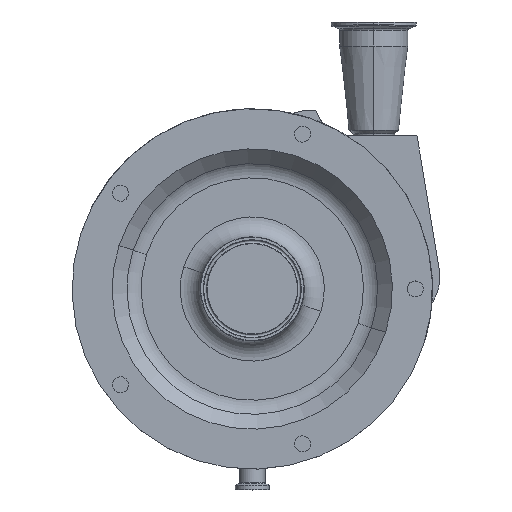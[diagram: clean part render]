
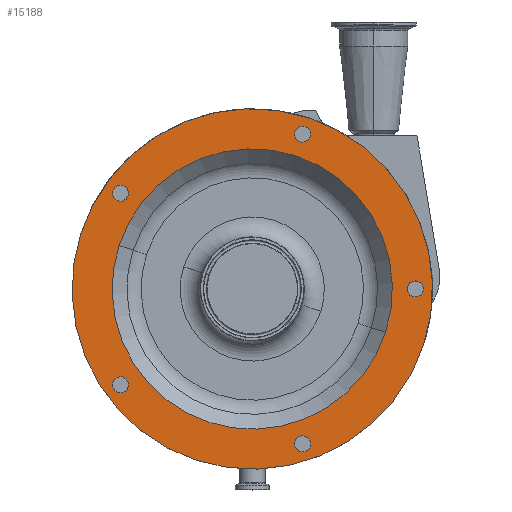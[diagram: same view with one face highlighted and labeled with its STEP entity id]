
A CAD part, top view. The second image highlights one B-rep face of the part: STEP entity #15188.
In plain terms, the highlighted planar face has unit normal (0, 0, 1).
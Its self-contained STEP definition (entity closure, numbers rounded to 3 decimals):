
#24 = FACE_OUTER_BOUND ( 'NONE', #8785, .T. ) ;
#35 = CARTESIAN_POINT ( 'NONE',  ( 122., -6., 250.5 ) ) ;
#350 = CIRCLE ( 'NONE', #9411, 6. ) ;
#374 = FACE_BOUND ( 'NONE', #790, .T. ) ;
#444 = CARTESIAN_POINT ( 'NONE',  ( -128.393, 41.717, 250.5 ) ) ;
#545 = FACE_BOUND ( 'NONE', #11292, .T. ) ;
#594 = EDGE_CURVE ( 'NONE', #11759, #1821, #6839, .T. ) ;
#663 = CIRCLE ( 'NONE', #11092, 135. ) ;
#723 = CARTESIAN_POINT ( 'NONE',  ( 122., 6., 250.5 ) ) ;
#777 = EDGE_CURVE ( 'NONE', #1029, #5525, #2729, .T. ) ;
#790 = EDGE_LOOP ( 'NONE', ( #5188, #16985 ) ) ;
#817 = EDGE_LOOP ( 'NONE', ( #10915, #6646 ) ) ;
#1008 = VERTEX_POINT ( 'NONE', #16768 ) ;
#1029 = VERTEX_POINT ( 'NONE', #7401 ) ;
#1153 = VERTEX_POINT ( 'NONE', #3164 ) ;
#1171 = AXIS2_PLACEMENT_3D ( 'NONE', #15466, #2428, #2761 ) ;
#1269 = AXIS2_PLACEMENT_3D ( 'NONE', #8983, #6074, #7276 ) ;
#1440 = CARTESIAN_POINT ( 'NONE',  ( 43.406, -114.175, 250.5 ) ) ;
#1494 = DIRECTION ( 'NONE',  ( 0., -1., 0. ) ) ;
#1565 = AXIS2_PLACEMENT_3D ( 'NONE', #3522, #3437, #5838 ) ;
#1594 = VERTEX_POINT ( 'NONE', #8834 ) ;
#1616 = ORIENTED_EDGE ( 'NONE', *, *, #2068, .F. ) ;
#1821 = VERTEX_POINT ( 'NONE', #16869 ) ;
#1938 = ORIENTED_EDGE ( 'NONE', *, *, #594, .F. ) ;
#2068 = EDGE_CURVE ( 'NONE', #1153, #9913, #3050, .T. ) ;
#2349 = AXIS2_PLACEMENT_3D ( 'NONE', #4246, #4161, #5529 ) ;
#2421 = DIRECTION ( 'NONE',  ( 0., 0., 1. ) ) ;
#2428 = DIRECTION ( 'NONE',  ( 0., 0., 1. ) ) ;
#2520 = DIRECTION ( 'NONE',  ( -0.588, 0.809, 0. ) ) ;
#2634 = CARTESIAN_POINT ( 'NONE',  ( -95.173, -76.564, 250.5 ) ) ;
#2729 = CIRCLE ( 'NONE', #15348, 105. ) ;
#2761 = DIRECTION ( 'NONE',  ( 0., -1., 0. ) ) ;
#2881 = CARTESIAN_POINT ( 'NONE',  ( -102.227, 66.856, 250.5 ) ) ;
#3050 = CIRCLE ( 'NONE', #6067, 6. ) ;
#3164 = CARTESIAN_POINT ( 'NONE',  ( -95.173, 76.564, 250.5 ) ) ;
#3175 = AXIS2_PLACEMENT_3D ( 'NONE', #4745, #6050, #3640 ) ;
#3437 = DIRECTION ( 'NONE',  ( 0., 0., 1. ) ) ;
#3444 = CIRCLE ( 'NONE', #16890, 6. ) ;
#3461 = CARTESIAN_POINT ( 'NONE',  ( 0., 0., 250.5 ) ) ;
#3522 = CARTESIAN_POINT ( 'NONE',  ( 0., 0., 250.5 ) ) ;
#3640 = DIRECTION ( 'NONE',  ( -0.951, -0.309, 0. ) ) ;
#3736 = CARTESIAN_POINT ( 'NONE',  ( -98.7, -71.71, 250.5 ) ) ;
#3892 = DIRECTION ( 'NONE',  ( 0.951, -0.309, 0. ) ) ;
#4161 = DIRECTION ( 'NONE',  ( 0., 0., 1. ) ) ;
#4243 = VERTEX_POINT ( 'NONE', #13722 ) ;
#4246 = CARTESIAN_POINT ( 'NONE',  ( -98.7, 71.71, 250.5 ) ) ;
#4745 = CARTESIAN_POINT ( 'NONE',  ( 37.7, -116.029, 250.5 ) ) ;
#4837 = AXIS2_PLACEMENT_3D ( 'NONE', #16715, #4927, #10164 ) ;
#4899 = ORIENTED_EDGE ( 'NONE', *, *, #10033, .F. ) ;
#4927 = DIRECTION ( 'NONE',  ( 0., 0., 1. ) ) ;
#5104 = VERTEX_POINT ( 'NONE', #444 ) ;
#5148 = EDGE_CURVE ( 'NONE', #1594, #14698, #14887, .T. ) ;
#5188 = ORIENTED_EDGE ( 'NONE', *, *, #777, .F. ) ;
#5471 = CARTESIAN_POINT ( 'NONE',  ( 43.406, 114.175, 250.5 ) ) ;
#5510 = DIRECTION ( 'NONE',  ( 0., 0., 1. ) ) ;
#5525 = VERTEX_POINT ( 'NONE', #12907 ) ;
#5529 = DIRECTION ( 'NONE',  ( 0.588, 0.809, 0. ) ) ;
#5838 = DIRECTION ( 'NONE',  ( 0.951, -0.309, 0. ) ) ;
#6050 = DIRECTION ( 'NONE',  ( 0., 0., 1. ) ) ;
#6067 = AXIS2_PLACEMENT_3D ( 'NONE', #9326, #7883, #10362 ) ;
#6074 = DIRECTION ( 'NONE',  ( 0., 0., 1. ) ) ;
#6108 = CIRCLE ( 'NONE', #1171, 6. ) ;
#6646 = ORIENTED_EDGE ( 'NONE', *, *, #10210, .F. ) ;
#6737 = CIRCLE ( 'NONE', #2349, 6. ) ;
#6742 = ORIENTED_EDGE ( 'NONE', *, *, #9717, .F. ) ;
#6822 = VERTEX_POINT ( 'NONE', #35 ) ;
#6839 = CIRCLE ( 'NONE', #11233, 6. ) ;
#7173 = PLANE ( 'NONE',  #14368 ) ;
#7276 = DIRECTION ( 'NONE',  ( 0.951, -0.309, 0. ) ) ;
#7401 = CARTESIAN_POINT ( 'NONE',  ( 99.861, -32.447, 250.5 ) ) ;
#7869 = CARTESIAN_POINT ( 'NONE',  ( 122., 0., 250.5 ) ) ;
#7883 = DIRECTION ( 'NONE',  ( 0., 0., 1. ) ) ;
#7981 = VERTEX_POINT ( 'NONE', #5471 ) ;
#8039 = AXIS2_PLACEMENT_3D ( 'NONE', #11013, #13419, #13499 ) ;
#8124 = AXIS2_PLACEMENT_3D ( 'NONE', #3736, #8967, #8186 ) ;
#8186 = DIRECTION ( 'NONE',  ( -0.588, 0.809, 0. ) ) ;
#8686 = CIRCLE ( 'NONE', #1269, 135. ) ;
#8785 = EDGE_LOOP ( 'NONE', ( #9817, #13268 ) ) ;
#8834 = CARTESIAN_POINT ( 'NONE',  ( 31.994, -117.883, 250.5 ) ) ;
#8967 = DIRECTION ( 'NONE',  ( 0., 0., 1. ) ) ;
#8983 = CARTESIAN_POINT ( 'NONE',  ( 0., 0., 250.5 ) ) ;
#9061 = DIRECTION ( 'NONE',  ( 0., 0., 1. ) ) ;
#9127 = CARTESIAN_POINT ( 'NONE',  ( -98.7, -71.71, 250.5 ) ) ;
#9192 = CIRCLE ( 'NONE', #3175, 6. ) ;
#9316 = EDGE_CURVE ( 'NONE', #5104, #1008, #663, .T. ) ;
#9326 = CARTESIAN_POINT ( 'NONE',  ( -98.7, 71.71, 250.5 ) ) ;
#9411 = AXIS2_PLACEMENT_3D ( 'NONE', #13872, #9902, #15234 ) ;
#9717 = EDGE_CURVE ( 'NONE', #11080, #6822, #3444, .T. ) ;
#9771 = CIRCLE ( 'NONE', #4837, 6. ) ;
#9817 = ORIENTED_EDGE ( 'NONE', *, *, #11602, .T. ) ;
#9902 = DIRECTION ( 'NONE',  ( 0., 0., 1. ) ) ;
#9913 = VERTEX_POINT ( 'NONE', #2881 ) ;
#10033 = EDGE_CURVE ( 'NONE', #9913, #1153, #6737, .T. ) ;
#10164 = DIRECTION ( 'NONE',  ( 0.951, -0.309, 0. ) ) ;
#10210 = EDGE_CURVE ( 'NONE', #14698, #1594, #9192, .T. ) ;
#10362 = DIRECTION ( 'NONE',  ( 0.588, 0.809, 0. ) ) ;
#10768 = FACE_BOUND ( 'NONE', #12503, .T. ) ;
#10805 = ORIENTED_EDGE ( 'NONE', *, *, #11294, .F. ) ;
#10915 = ORIENTED_EDGE ( 'NONE', *, *, #5148, .F. ) ;
#10946 = CARTESIAN_POINT ( 'NONE',  ( 12.052, 37.091, 250.5 ) ) ;
#11013 = CARTESIAN_POINT ( 'NONE',  ( 37.7, -116.029, 250.5 ) ) ;
#11080 = VERTEX_POINT ( 'NONE', #723 ) ;
#11092 = AXIS2_PLACEMENT_3D ( 'NONE', #3461, #2421, #12624 ) ;
#11233 = AXIS2_PLACEMENT_3D ( 'NONE', #9127, #17048, #2520 ) ;
#11283 = EDGE_CURVE ( 'NONE', #7981, #4243, #9771, .T. ) ;
#11292 = EDGE_LOOP ( 'NONE', ( #14639, #11838 ) ) ;
#11294 = EDGE_CURVE ( 'NONE', #1821, #11759, #11694, .T. ) ;
#11451 = EDGE_LOOP ( 'NONE', ( #1616, #4899 ) ) ;
#11602 = EDGE_CURVE ( 'NONE', #1008, #5104, #8686, .T. ) ;
#11694 = CIRCLE ( 'NONE', #8124, 6. ) ;
#11699 = CARTESIAN_POINT ( 'NONE',  ( 0., 0., 250.5 ) ) ;
#11759 = VERTEX_POINT ( 'NONE', #2634 ) ;
#11838 = ORIENTED_EDGE ( 'NONE', *, *, #14057, .F. ) ;
#12139 = FACE_BOUND ( 'NONE', #817, .T. ) ;
#12459 = EDGE_CURVE ( 'NONE', #5525, #1029, #14713, .T. ) ;
#12503 = EDGE_LOOP ( 'NONE', ( #15983, #6742 ) ) ;
#12624 = DIRECTION ( 'NONE',  ( 0.951, -0.309, 0. ) ) ;
#12907 = CARTESIAN_POINT ( 'NONE',  ( -99.861, 32.447, 250.5 ) ) ;
#13073 = EDGE_CURVE ( 'NONE', #6822, #11080, #6108, .T. ) ;
#13268 = ORIENTED_EDGE ( 'NONE', *, *, #9316, .T. ) ;
#13419 = DIRECTION ( 'NONE',  ( 0., 0., 1. ) ) ;
#13499 = DIRECTION ( 'NONE',  ( -0.951, -0.309, 0. ) ) ;
#13611 = FACE_BOUND ( 'NONE', #11451, .T. ) ;
#13722 = CARTESIAN_POINT ( 'NONE',  ( 31.994, 117.883, 250.5 ) ) ;
#13872 = CARTESIAN_POINT ( 'NONE',  ( 37.7, 116.029, 250.5 ) ) ;
#14057 = EDGE_CURVE ( 'NONE', #4243, #7981, #350, .T. ) ;
#14368 = AXIS2_PLACEMENT_3D ( 'NONE', #10946, #16375, #14805 ) ;
#14639 = ORIENTED_EDGE ( 'NONE', *, *, #11283, .F. ) ;
#14698 = VERTEX_POINT ( 'NONE', #1440 ) ;
#14713 = CIRCLE ( 'NONE', #1565, 105. ) ;
#14805 = DIRECTION ( 'NONE',  ( 0., -1., 0. ) ) ;
#14887 = CIRCLE ( 'NONE', #8039, 6. ) ;
#15188 = ADVANCED_FACE ( 'NONE', ( #24, #10768, #12139, #16020, #13611, #545, #374 ), #7173, .F. ) ;
#15234 = DIRECTION ( 'NONE',  ( 0.951, -0.309, 0. ) ) ;
#15348 = AXIS2_PLACEMENT_3D ( 'NONE', #11699, #5510, #3892 ) ;
#15466 = CARTESIAN_POINT ( 'NONE',  ( 122., 0., 250.5 ) ) ;
#15477 = EDGE_LOOP ( 'NONE', ( #10805, #1938 ) ) ;
#15983 = ORIENTED_EDGE ( 'NONE', *, *, #13073, .F. ) ;
#16020 = FACE_BOUND ( 'NONE', #15477, .T. ) ;
#16375 = DIRECTION ( 'NONE',  ( 0., 0., -1. ) ) ;
#16715 = CARTESIAN_POINT ( 'NONE',  ( 37.7, 116.029, 250.5 ) ) ;
#16768 = CARTESIAN_POINT ( 'NONE',  ( 128.393, -41.717, 250.5 ) ) ;
#16869 = CARTESIAN_POINT ( 'NONE',  ( -102.227, -66.856, 250.5 ) ) ;
#16890 = AXIS2_PLACEMENT_3D ( 'NONE', #7869, #9061, #1494 ) ;
#16985 = ORIENTED_EDGE ( 'NONE', *, *, #12459, .F. ) ;
#17048 = DIRECTION ( 'NONE',  ( 0., 0., 1. ) ) ;
